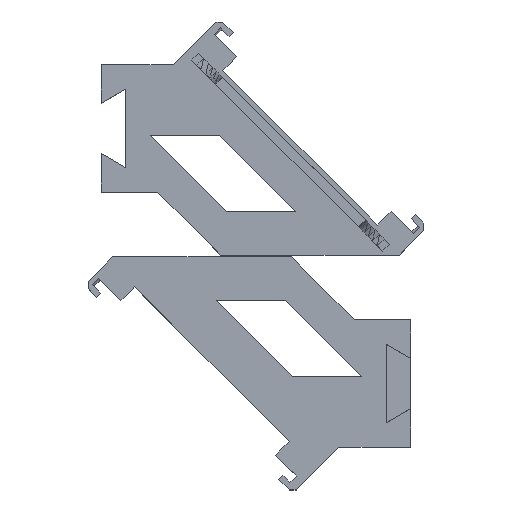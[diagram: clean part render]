
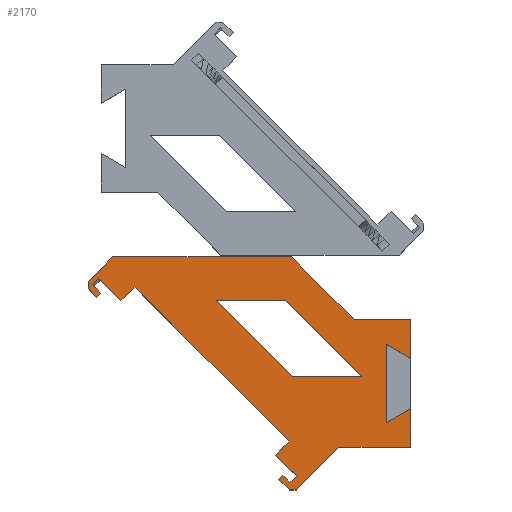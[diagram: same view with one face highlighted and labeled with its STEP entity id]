
A CAD part, top view. The second image highlights one B-rep face of the part: STEP entity #2170.
In plain terms, the highlighted planar face has unit normal (0, 0, 1).
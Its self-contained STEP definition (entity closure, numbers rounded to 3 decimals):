
#30=FACE_BOUND('',#243,.T.);
#122=FACE_OUTER_BOUND('',#242,.T.);
#242=EDGE_LOOP('',(#1794,#1795,#1796,#1797,#1798,#1799,#1800,#1801,#1802,
#1803,#1804,#1805,#1806,#1807,#1808,#1809,#1810,#1811,#1812,#1813,#1814,
#1815,#1816,#1817,#1818,#1819));
#243=EDGE_LOOP('',(#1820,#1821,#1822,#1823));
#476=LINE('',#3297,#775);
#480=LINE('',#3306,#779);
#483=LINE('',#3310,#782);
#486=LINE('',#3316,#785);
#487=LINE('',#3319,#786);
#490=LINE('',#3325,#789);
#491=LINE('',#3327,#790);
#492=LINE('',#3329,#791);
#493=LINE('',#3331,#792);
#494=LINE('',#3333,#793);
#495=LINE('',#3335,#794);
#496=LINE('',#3337,#795);
#497=LINE('',#3339,#796);
#498=LINE('',#3341,#797);
#499=LINE('',#3343,#798);
#500=LINE('',#3345,#799);
#501=LINE('',#3347,#800);
#502=LINE('',#3349,#801);
#503=LINE('',#3351,#802);
#504=LINE('',#3353,#803);
#505=LINE('',#3355,#804);
#506=LINE('',#3357,#805);
#507=LINE('',#3359,#806);
#508=LINE('',#3361,#807);
#509=LINE('',#3363,#808);
#510=LINE('',#3364,#809);
#511=LINE('',#3367,#810);
#512=LINE('',#3369,#811);
#513=LINE('',#3371,#812);
#514=LINE('',#3372,#813);
#775=VECTOR('',#2710,10.);
#779=VECTOR('',#2716,10.);
#782=VECTOR('',#2721,10.);
#785=VECTOR('',#2726,10.);
#786=VECTOR('',#2729,10.);
#789=VECTOR('',#2734,10.);
#790=VECTOR('',#2735,10.);
#791=VECTOR('',#2736,10.);
#792=VECTOR('',#2737,10.);
#793=VECTOR('',#2738,10.);
#794=VECTOR('',#2739,10.);
#795=VECTOR('',#2740,10.);
#796=VECTOR('',#2741,10.);
#797=VECTOR('',#2742,10.);
#798=VECTOR('',#2743,10.);
#799=VECTOR('',#2744,10.);
#800=VECTOR('',#2745,10.);
#801=VECTOR('',#2746,10.);
#802=VECTOR('',#2747,10.);
#803=VECTOR('',#2748,10.);
#804=VECTOR('',#2749,10.);
#805=VECTOR('',#2750,10.);
#806=VECTOR('',#2751,10.);
#807=VECTOR('',#2752,10.);
#808=VECTOR('',#2753,10.);
#809=VECTOR('',#2754,10.);
#810=VECTOR('',#2755,10.);
#811=VECTOR('',#2756,10.);
#812=VECTOR('',#2757,10.);
#813=VECTOR('',#2758,10.);
#1002=VERTEX_POINT('',#3294);
#1003=VERTEX_POINT('',#3296);
#1006=VERTEX_POINT('',#3303);
#1007=VERTEX_POINT('',#3305);
#1009=VERTEX_POINT('',#3314);
#1010=VERTEX_POINT('',#3318);
#1012=VERTEX_POINT('',#3324);
#1013=VERTEX_POINT('',#3326);
#1014=VERTEX_POINT('',#3328);
#1015=VERTEX_POINT('',#3330);
#1016=VERTEX_POINT('',#3332);
#1017=VERTEX_POINT('',#3334);
#1018=VERTEX_POINT('',#3336);
#1019=VERTEX_POINT('',#3338);
#1020=VERTEX_POINT('',#3340);
#1021=VERTEX_POINT('',#3342);
#1022=VERTEX_POINT('',#3344);
#1023=VERTEX_POINT('',#3346);
#1024=VERTEX_POINT('',#3348);
#1025=VERTEX_POINT('',#3350);
#1026=VERTEX_POINT('',#3352);
#1027=VERTEX_POINT('',#3354);
#1028=VERTEX_POINT('',#3356);
#1029=VERTEX_POINT('',#3358);
#1030=VERTEX_POINT('',#3360);
#1031=VERTEX_POINT('',#3362);
#1032=VERTEX_POINT('',#3365);
#1033=VERTEX_POINT('',#3366);
#1034=VERTEX_POINT('',#3368);
#1035=VERTEX_POINT('',#3370);
#1271=EDGE_CURVE('',#1003,#1002,#476,.T.);
#1275=EDGE_CURVE('',#1007,#1006,#480,.T.);
#1278=EDGE_CURVE('',#1002,#1007,#483,.T.);
#1281=EDGE_CURVE('',#1009,#1006,#486,.T.);
#1282=EDGE_CURVE('',#1003,#1010,#487,.T.);
#1285=EDGE_CURVE('',#1012,#1009,#490,.T.);
#1286=EDGE_CURVE('',#1013,#1012,#491,.T.);
#1287=EDGE_CURVE('',#1014,#1013,#492,.T.);
#1288=EDGE_CURVE('',#1015,#1014,#493,.T.);
#1289=EDGE_CURVE('',#1016,#1015,#494,.T.);
#1290=EDGE_CURVE('',#1017,#1016,#495,.T.);
#1291=EDGE_CURVE('',#1017,#1018,#496,.T.);
#1292=EDGE_CURVE('',#1018,#1019,#497,.T.);
#1293=EDGE_CURVE('',#1019,#1020,#498,.T.);
#1294=EDGE_CURVE('',#1021,#1020,#499,.T.);
#1295=EDGE_CURVE('',#1021,#1022,#500,.T.);
#1296=EDGE_CURVE('',#1022,#1023,#501,.T.);
#1297=EDGE_CURVE('',#1024,#1023,#502,.T.);
#1298=EDGE_CURVE('',#1024,#1025,#503,.T.);
#1299=EDGE_CURVE('',#1025,#1026,#504,.T.);
#1300=EDGE_CURVE('',#1027,#1026,#505,.T.);
#1301=EDGE_CURVE('',#1028,#1027,#506,.T.);
#1302=EDGE_CURVE('',#1028,#1029,#507,.T.);
#1303=EDGE_CURVE('',#1029,#1030,#508,.T.);
#1304=EDGE_CURVE('',#1031,#1030,#509,.T.);
#1305=EDGE_CURVE('',#1031,#1010,#510,.T.);
#1306=EDGE_CURVE('',#1032,#1033,#511,.T.);
#1307=EDGE_CURVE('',#1034,#1032,#512,.T.);
#1308=EDGE_CURVE('',#1034,#1035,#513,.T.);
#1309=EDGE_CURVE('',#1035,#1033,#514,.T.);
#1794=ORIENTED_EDGE('',*,*,#1271,.T.);
#1795=ORIENTED_EDGE('',*,*,#1278,.T.);
#1796=ORIENTED_EDGE('',*,*,#1275,.T.);
#1797=ORIENTED_EDGE('',*,*,#1281,.F.);
#1798=ORIENTED_EDGE('',*,*,#1285,.F.);
#1799=ORIENTED_EDGE('',*,*,#1286,.F.);
#1800=ORIENTED_EDGE('',*,*,#1287,.F.);
#1801=ORIENTED_EDGE('',*,*,#1288,.F.);
#1802=ORIENTED_EDGE('',*,*,#1289,.F.);
#1803=ORIENTED_EDGE('',*,*,#1290,.F.);
#1804=ORIENTED_EDGE('',*,*,#1291,.T.);
#1805=ORIENTED_EDGE('',*,*,#1292,.T.);
#1806=ORIENTED_EDGE('',*,*,#1293,.T.);
#1807=ORIENTED_EDGE('',*,*,#1294,.F.);
#1808=ORIENTED_EDGE('',*,*,#1295,.T.);
#1809=ORIENTED_EDGE('',*,*,#1296,.T.);
#1810=ORIENTED_EDGE('',*,*,#1297,.F.);
#1811=ORIENTED_EDGE('',*,*,#1298,.T.);
#1812=ORIENTED_EDGE('',*,*,#1299,.T.);
#1813=ORIENTED_EDGE('',*,*,#1300,.F.);
#1814=ORIENTED_EDGE('',*,*,#1301,.F.);
#1815=ORIENTED_EDGE('',*,*,#1302,.T.);
#1816=ORIENTED_EDGE('',*,*,#1303,.T.);
#1817=ORIENTED_EDGE('',*,*,#1304,.F.);
#1818=ORIENTED_EDGE('',*,*,#1305,.T.);
#1819=ORIENTED_EDGE('',*,*,#1282,.F.);
#1820=ORIENTED_EDGE('',*,*,#1306,.F.);
#1821=ORIENTED_EDGE('',*,*,#1307,.F.);
#1822=ORIENTED_EDGE('',*,*,#1308,.T.);
#1823=ORIENTED_EDGE('',*,*,#1309,.T.);
#2055=PLANE('',#2305);
#2170=ADVANCED_FACE('',(#122,#30),#2055,.T.);
#2305=AXIS2_PLACEMENT_3D('',#3323,#2732,#2733);
#2710=DIRECTION('',(-0.866,-0.5,0.));
#2716=DIRECTION('',(0.866,-0.5,0.));
#2721=DIRECTION('',(0.,1.,0.));
#2726=DIRECTION('',(0.,-1.,0.));
#2729=DIRECTION('',(0.,-1.,0.));
#2732=DIRECTION('center_axis',(0.,0.,1.));
#2733=DIRECTION('ref_axis',(1.,0.,0.));
#2734=DIRECTION('',(1.,0.,0.));
#2735=DIRECTION('',(0.707,-0.707,0.));
#2736=DIRECTION('',(1.,0.,0.));
#2737=DIRECTION('',(0.707,0.707,0.));
#2738=DIRECTION('',(0.,1.,0.));
#2739=DIRECTION('',(-0.707,0.707,0.));
#2740=DIRECTION('',(0.707,0.707,0.));
#2741=DIRECTION('',(-0.707,0.707,0.));
#2742=DIRECTION('',(0.707,0.707,0.));
#2743=DIRECTION('',(-0.707,0.707,0.));
#2744=DIRECTION('',(0.707,0.707,0.));
#2745=DIRECTION('',(0.707,-0.707,0.));
#2746=DIRECTION('',(0.707,0.707,0.));
#2747=DIRECTION('',(0.707,-0.707,0.));
#2748=DIRECTION('',(-0.707,-0.707,0.));
#2749=DIRECTION('',(0.707,-0.707,0.));
#2750=DIRECTION('',(0.707,0.707,0.));
#2751=DIRECTION('',(0.707,-0.707,0.));
#2752=DIRECTION('',(1.,0.,0.));
#2753=DIRECTION('',(-0.707,-0.707,0.));
#2754=DIRECTION('',(1.,0.,0.));
#2755=DIRECTION('',(1.,0.,0.));
#2756=DIRECTION('',(0.707,-0.707,0.));
#2757=DIRECTION('',(1.,0.,0.));
#2758=DIRECTION('',(0.707,-0.707,0.));
#3294=CARTESIAN_POINT('',(-3.5,-35.,10.));
#3296=CARTESIAN_POINT('',(1.5,-32.113,10.));
#3297=CARTESIAN_POINT('',(-0.818,-33.452,10.));
#3303=CARTESIAN_POINT('',(1.5,-21.887,10.));
#3305=CARTESIAN_POINT('',(-3.5,-19.,10.));
#3306=CARTESIAN_POINT('',(-3.968,-18.73,10.));
#3310=CARTESIAN_POINT('',(-3.5,-30.25,10.));
#3314=CARTESIAN_POINT('',(1.5,-14.,10.));
#3316=CARTESIAN_POINT('',(1.5,-24.932,10.));
#3318=CARTESIAN_POINT('',(1.5,-40.,10.));
#3319=CARTESIAN_POINT('',(1.5,-24.932,10.));
#3323=CARTESIAN_POINT('Origin',(-8.5,-25.5,10.));
#3324=CARTESIAN_POINT('',(-9.984,-14.,10.));
#3325=CARTESIAN_POINT('',(-10.,-14.,10.));
#3326=CARTESIAN_POINT('',(-22.796,-1.189,10.));
#3327=CARTESIAN_POINT('',(-13.144,-10.84,10.));
#3328=CARTESIAN_POINT('',(-59.189,-1.189,10.));
#3329=CARTESIAN_POINT('',(-59.189,-1.189,10.));
#3330=CARTESIAN_POINT('',(-64.192,-6.192,10.));
#3331=CARTESIAN_POINT('',(-64.192,-6.192,10.));
#3332=CARTESIAN_POINT('',(-64.192,-7.707,10.));
#3333=CARTESIAN_POINT('',(-64.192,-7.707,10.));
#3334=CARTESIAN_POINT('',(-62.475,-9.425,10.));
#3335=CARTESIAN_POINT('',(-44.962,-26.937,10.));
#3336=CARTESIAN_POINT('',(-61.626,-8.576,10.));
#3337=CARTESIAN_POINT('',(-62.475,-9.425,10.));
#3338=CARTESIAN_POINT('',(-63.394,-6.808,10.));
#3339=CARTESIAN_POINT('',(-44.82,-25.381,10.));
#3340=CARTESIAN_POINT('',(-62.121,-5.536,10.));
#3341=CARTESIAN_POINT('',(-63.394,-6.808,10.));
#3342=CARTESIAN_POINT('',(-57.525,-10.132,10.));
#3343=CARTESIAN_POINT('',(-43.548,-24.109,10.));
#3344=CARTESIAN_POINT('',(-54.697,-7.303,10.));
#3345=CARTESIAN_POINT('',(-57.525,-10.132,10.));
#3346=CARTESIAN_POINT('',(-23.23,-38.77,10.));
#3347=CARTESIAN_POINT('',(-54.697,-7.303,10.));
#3348=CARTESIAN_POINT('',(-26.059,-41.598,10.));
#3349=CARTESIAN_POINT('',(-26.059,-41.598,10.));
#3350=CARTESIAN_POINT('',(-21.816,-45.841,10.));
#3351=CARTESIAN_POINT('',(-25.694,-41.963,10.));
#3352=CARTESIAN_POINT('',(-23.089,-47.113,10.));
#3353=CARTESIAN_POINT('',(-13.402,-37.426,10.));
#3354=CARTESIAN_POINT('',(-24.503,-45.699,10.));
#3355=CARTESIAN_POINT('',(-25.552,-44.65,10.));
#3356=CARTESIAN_POINT('',(-25.352,-46.548,10.));
#3357=CARTESIAN_POINT('',(-25.352,-46.548,10.));
#3358=CARTESIAN_POINT('',(-23.23,-48.669,10.));
#3359=CARTESIAN_POINT('',(-25.352,-46.548,10.));
#3360=CARTESIAN_POINT('',(-21.816,-48.669,10.));
#3361=CARTESIAN_POINT('',(-23.23,-48.669,10.));
#3362=CARTESIAN_POINT('',(-13.147,-40.,10.));
#3363=CARTESIAN_POINT('',(-12.695,-39.548,10.));
#3364=CARTESIAN_POINT('',(-13.147,-40.,10.));
#3365=CARTESIAN_POINT('',(-22.642,-25.5,10.));
#3366=CARTESIAN_POINT('',(-8.5,-25.5,10.));
#3367=CARTESIAN_POINT('',(-22.642,-25.5,10.));
#3368=CARTESIAN_POINT('',(-38.142,-10.,10.));
#3369=CARTESIAN_POINT('',(-38.142,-10.,10.));
#3370=CARTESIAN_POINT('',(-24.,-10.,10.));
#3371=CARTESIAN_POINT('',(-38.142,-10.,10.));
#3372=CARTESIAN_POINT('',(-16.25,-17.75,10.));
